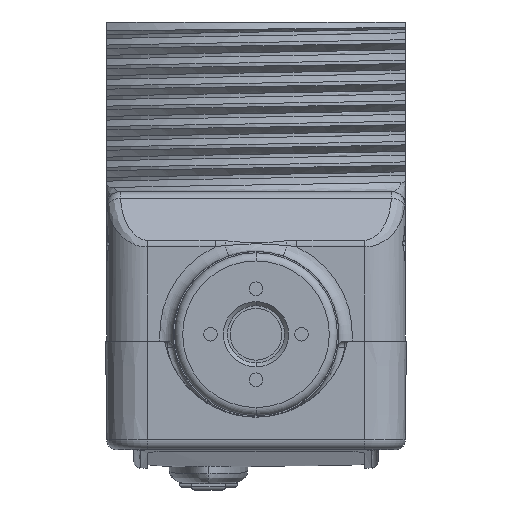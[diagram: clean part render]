
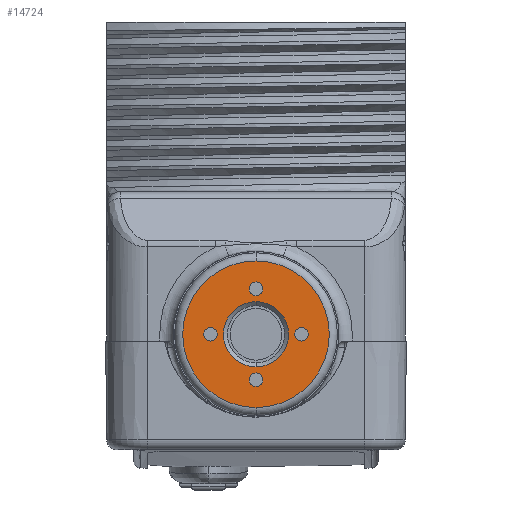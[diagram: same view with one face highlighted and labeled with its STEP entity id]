
A CAD part, front view. The second image highlights one B-rep face of the part: STEP entity #14724.
In plain terms, the highlighted planar face has unit normal (0, -1, 0).
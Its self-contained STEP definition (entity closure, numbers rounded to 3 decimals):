
#5003=CARTESIAN_POINT('',(0.,-27.,-1.9));
#5004=DIRECTION('',(0.,-1.,0.));
#5005=DIRECTION('',(0.,0.,1.));
#5006=AXIS2_PLACEMENT_3D('',#5003,#5004,#5005);
#5018=CARTESIAN_POINT('',(0.,-27.,-5.25));
#5019=DIRECTION('',(0.,-1.,0.));
#5020=DIRECTION('',(-1.,0.,0.));
#5021=AXIS2_PLACEMENT_3D('',#5018,#5019,#5020);
#5023=CARTESIAN_POINT('',(0.,-27.,-5.25));
#5024=DIRECTION('',(0.,-1.,0.));
#5025=DIRECTION('',(1.,0.,0.));
#5026=AXIS2_PLACEMENT_3D('',#5023,#5024,#5025);
#5028=CARTESIAN_POINT('',(0.,-27.,1.45));
#5029=DIRECTION('',(0.,-1.,0.));
#5030=DIRECTION('',(-1.,0.,0.));
#5031=AXIS2_PLACEMENT_3D('',#5028,#5029,#5030);
#5033=CARTESIAN_POINT('',(0.,-27.,1.45));
#5034=DIRECTION('',(0.,-1.,0.));
#5035=DIRECTION('',(1.,0.,0.));
#5036=AXIS2_PLACEMENT_3D('',#5033,#5034,#5035);
#5038=CARTESIAN_POINT('',(-3.35,-27.,-1.9));
#5039=DIRECTION('',(0.,-1.,0.));
#5040=DIRECTION('',(-1.,0.,0.));
#5041=AXIS2_PLACEMENT_3D('',#5038,#5039,#5040);
#5043=CARTESIAN_POINT('',(-3.35,-27.,-1.9));
#5044=DIRECTION('',(0.,-1.,0.));
#5045=DIRECTION('',(1.,0.,0.));
#5046=AXIS2_PLACEMENT_3D('',#5043,#5044,#5045);
#5048=CARTESIAN_POINT('',(3.35,-27.,-1.9));
#5049=DIRECTION('',(0.,-1.,0.));
#5050=DIRECTION('',(-1.,0.,0.));
#5051=AXIS2_PLACEMENT_3D('',#5048,#5049,#5050);
#5053=CARTESIAN_POINT('',(3.35,-27.,-1.9));
#5054=DIRECTION('',(0.,-1.,0.));
#5055=DIRECTION('',(1.,0.,0.));
#5056=AXIS2_PLACEMENT_3D('',#5053,#5054,#5055);
#5058=CARTESIAN_POINT('',(0.,-27.,-1.9));
#5059=DIRECTION('',(0.,-1.,0.));
#5060=DIRECTION('',(0.,0.,-1.));
#5061=AXIS2_PLACEMENT_3D('',#5058,#5059,#5060);
#5082=CARTESIAN_POINT('',(0.,-27.,-1.9));
#5083=DIRECTION('',(0.,1.,0.));
#5084=DIRECTION('',(0.,0.,1.));
#5085=AXIS2_PLACEMENT_3D('',#5082,#5083,#5084);
#5114=CARTESIAN_POINT('',(0.,-27.,-1.9));
#5115=DIRECTION('',(0.,-1.,0.));
#5116=DIRECTION('',(0.,0.,1.));
#5117=AXIS2_PLACEMENT_3D('',#5114,#5115,#5116);
#8986=CARTESIAN_POINT('',(-0.5,-27.,-5.25));
#8987=CARTESIAN_POINT('',(0.5,-27.,-5.25));
#8988=VERTEX_POINT('',#8986);
#8989=VERTEX_POINT('',#8987);
#8990=CARTESIAN_POINT('',(-0.5,-27.,1.45));
#8991=CARTESIAN_POINT('',(0.5,-27.,1.45));
#8992=VERTEX_POINT('',#8990);
#8993=VERTEX_POINT('',#8991);
#9002=CARTESIAN_POINT('',(-3.85,-27.,-1.9));
#9003=CARTESIAN_POINT('',(-2.85,-27.,-1.9));
#9004=VERTEX_POINT('',#9002);
#9005=VERTEX_POINT('',#9003);
#9006=CARTESIAN_POINT('',(2.85,-27.,-1.9));
#9007=CARTESIAN_POINT('',(3.85,-27.,-1.9));
#9008=VERTEX_POINT('',#9006);
#9009=VERTEX_POINT('',#9007);
#9010=CARTESIAN_POINT('',(0.,-27.,-7.3));
#9011=CARTESIAN_POINT('',(0.,-27.,3.5));
#9012=VERTEX_POINT('',#9010);
#9013=VERTEX_POINT('',#9011);
#9022=CARTESIAN_POINT('',(0.,-27.,0.5));
#9023=CARTESIAN_POINT('',(0.,-27.,-4.3));
#9024=VERTEX_POINT('',#9022);
#9025=VERTEX_POINT('',#9023);
#14684=CARTESIAN_POINT('',(0.,-27.,-1.9));
#14685=DIRECTION('',(0.,1.,0.));
#14686=DIRECTION('',(0.,0.,-1.));
#14687=AXIS2_PLACEMENT_3D('',#14684,#14685,#14686);
#14688=PLANE('',#14687);
#14690=ORIENTED_EDGE('',*,*,#14689,.F.);
#14691=ORIENTED_EDGE('',*,*,#14674,.F.);
#14692=EDGE_LOOP('',(#14690,#14691));
#14693=FACE_OUTER_BOUND('',#14692,.F.);
#14695=ORIENTED_EDGE('',*,*,#14694,.F.);
#14697=ORIENTED_EDGE('',*,*,#14696,.T.);
#14698=EDGE_LOOP('',(#14695,#14697));
#14699=FACE_BOUND('',#14698,.F.);
#14701=ORIENTED_EDGE('',*,*,#14700,.T.);
#14703=ORIENTED_EDGE('',*,*,#14702,.T.);
#14704=EDGE_LOOP('',(#14701,#14703));
#14705=FACE_BOUND('',#14704,.F.);
#14707=ORIENTED_EDGE('',*,*,#14706,.T.);
#14709=ORIENTED_EDGE('',*,*,#14708,.T.);
#14710=EDGE_LOOP('',(#14707,#14709));
#14711=FACE_BOUND('',#14710,.F.);
#14713=ORIENTED_EDGE('',*,*,#14712,.T.);
#14715=ORIENTED_EDGE('',*,*,#14714,.T.);
#14716=EDGE_LOOP('',(#14713,#14715));
#14717=FACE_BOUND('',#14716,.F.);
#14719=ORIENTED_EDGE('',*,*,#14718,.T.);
#14721=ORIENTED_EDGE('',*,*,#14720,.T.);
#14722=EDGE_LOOP('',(#14719,#14721));
#14723=FACE_BOUND('',#14722,.F.);
#14724=ADVANCED_FACE('',(#14693,#14699,#14705,#14711,#14717,#14723),#14688,.F.);
#5007=CIRCLE('',#5006,5.4);
#5022=CIRCLE('',#5021,0.5);
#5027=CIRCLE('',#5026,0.5);
#5032=CIRCLE('',#5031,0.5);
#5037=CIRCLE('',#5036,0.5);
#5042=CIRCLE('',#5041,0.5);
#5047=CIRCLE('',#5046,0.5);
#5052=CIRCLE('',#5051,0.5);
#5057=CIRCLE('',#5056,0.5);
#5062=CIRCLE('',#5061,5.4);
#5086=CIRCLE('',#5085,2.4);
#5118=CIRCLE('',#5117,2.4);
#14674=EDGE_CURVE('',#9013,#9012,#5007,.T.);
#14689=EDGE_CURVE('',#9012,#9013,#5062,.T.);
#14694=EDGE_CURVE('',#9024,#9025,#5086,.T.);
#14696=EDGE_CURVE('',#9024,#9025,#5118,.T.);
#14700=EDGE_CURVE('',#8988,#8989,#5022,.T.);
#14702=EDGE_CURVE('',#8989,#8988,#5027,.T.);
#14706=EDGE_CURVE('',#8992,#8993,#5032,.T.);
#14708=EDGE_CURVE('',#8993,#8992,#5037,.T.);
#14712=EDGE_CURVE('',#9004,#9005,#5042,.T.);
#14714=EDGE_CURVE('',#9005,#9004,#5047,.T.);
#14718=EDGE_CURVE('',#9008,#9009,#5052,.T.);
#14720=EDGE_CURVE('',#9009,#9008,#5057,.T.);
